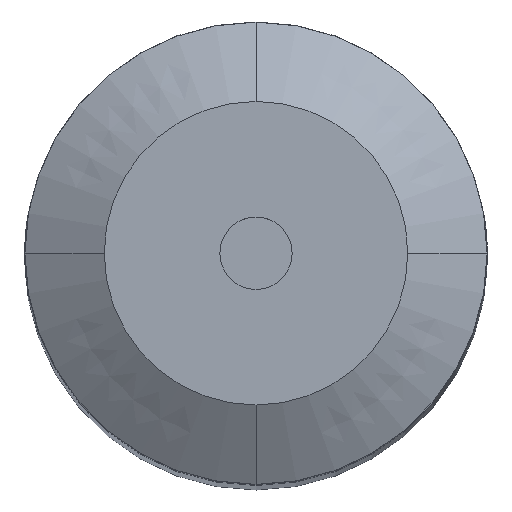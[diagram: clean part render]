
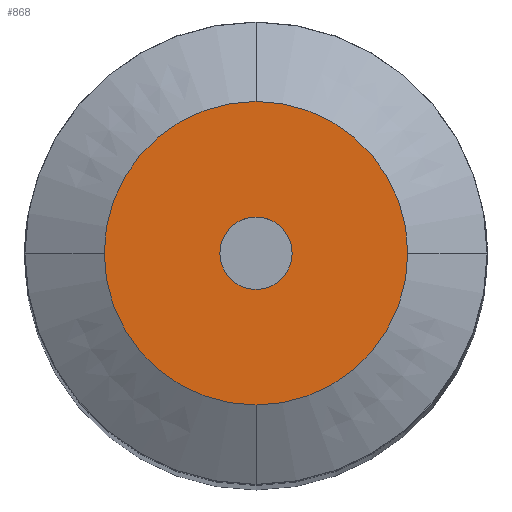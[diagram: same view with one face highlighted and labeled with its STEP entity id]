
A CAD part, top view. The second image highlights one B-rep face of the part: STEP entity #868.
In plain terms, the highlighted planar face has unit normal (0, 0, 1).
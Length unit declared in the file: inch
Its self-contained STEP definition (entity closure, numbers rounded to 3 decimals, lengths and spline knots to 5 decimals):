
#118 = AXIS2_PLACEMENT_3D ( 'NONE', #6204, #4614, #4214 ) ;
#265 = CARTESIAN_POINT ( 'NONE',  ( 0., 0.04921, 0.84843 ) ) ;
#515 = CARTESIAN_POINT ( 'NONE',  ( 0., 0.20669, 0.84843 ) ) ;
#532 = AXIS2_PLACEMENT_3D ( 'NONE', #2820, #4974, #2918 ) ;
#697 = ORIENTED_EDGE ( 'NONE', *, *, #3609, .F. ) ;
#868 = ADVANCED_FACE ( 'NONE', ( #3658, #4575 ), #3586, .F. ) ;
#953 = CARTESIAN_POINT ( 'NONE',  ( 0., -0.20669, 0.84843 ) ) ;
#1089 = EDGE_LOOP ( 'NONE', ( #2744, #1220 ) ) ;
#1140 = VERTEX_POINT ( 'NONE', #2978 ) ;
#1220 = ORIENTED_EDGE ( 'NONE', *, *, #1288, .T. ) ;
#1288 = EDGE_CURVE ( 'NONE', #1619, #4620, #5633, .T. ) ;
#1414 = CIRCLE ( 'NONE', #1742, 0.04921 ) ;
#1475 = AXIS2_PLACEMENT_3D ( 'NONE', #4830, #3837, #2328 ) ;
#1504 = EDGE_CURVE ( 'NONE', #3901, #1140, #1414, .T. ) ;
#1619 = VERTEX_POINT ( 'NONE', #953 ) ;
#1742 = AXIS2_PLACEMENT_3D ( 'NONE', #2822, #4279, #6301 ) ;
#2328 = DIRECTION ( 'NONE',  ( 0., -1., 0. ) ) ;
#2654 = DIRECTION ( 'NONE',  ( 0., 1., 0. ) ) ;
#2689 = DIRECTION ( 'NONE',  ( 0., 0., -1. ) ) ;
#2744 = ORIENTED_EDGE ( 'NONE', *, *, #3528, .T. ) ;
#2820 = CARTESIAN_POINT ( 'NONE',  ( 0., 0., 0.84843 ) ) ;
#2822 = CARTESIAN_POINT ( 'NONE',  ( 0., 0., 0.84843 ) ) ;
#2918 = DIRECTION ( 'NONE',  ( 0., -1., 0. ) ) ;
#2978 = CARTESIAN_POINT ( 'NONE',  ( 0., -0.04921, 0.84843 ) ) ;
#3132 = ORIENTED_EDGE ( 'NONE', *, *, #1504, .F. ) ;
#3136 = EDGE_LOOP ( 'NONE', ( #697, #3132 ) ) ;
#3528 = EDGE_CURVE ( 'NONE', #4620, #1619, #3731, .T. ) ;
#3586 = PLANE ( 'NONE',  #4691 ) ;
#3609 = EDGE_CURVE ( 'NONE', #1140, #3901, #4676, .T. ) ;
#3658 = FACE_BOUND ( 'NONE', #3136, .T. ) ;
#3731 = CIRCLE ( 'NONE', #532, 0.20669 ) ;
#3837 = DIRECTION ( 'NONE',  ( 0., 0., 1. ) ) ;
#3901 = VERTEX_POINT ( 'NONE', #265 ) ;
#4214 = DIRECTION ( 'NONE',  ( 0., -1., 0. ) ) ;
#4279 = DIRECTION ( 'NONE',  ( 0., 0., 1. ) ) ;
#4575 = FACE_OUTER_BOUND ( 'NONE', #1089, .T. ) ;
#4614 = DIRECTION ( 'NONE',  ( 0., 0., 1. ) ) ;
#4620 = VERTEX_POINT ( 'NONE', #515 ) ;
#4676 = CIRCLE ( 'NONE', #1475, 0.04921 ) ;
#4691 = AXIS2_PLACEMENT_3D ( 'NONE', #5613, #2689, #2654 ) ;
#4830 = CARTESIAN_POINT ( 'NONE',  ( 0., 0., 0.84843 ) ) ;
#4974 = DIRECTION ( 'NONE',  ( 0., 0., 1. ) ) ;
#5613 = CARTESIAN_POINT ( 'NONE',  ( 0., 0., 0.84843 ) ) ;
#5633 = CIRCLE ( 'NONE', #118, 0.20669 ) ;
#6204 = CARTESIAN_POINT ( 'NONE',  ( 0., 0., 0.84843 ) ) ;
#6301 = DIRECTION ( 'NONE',  ( 0., -1., 0. ) ) ;
